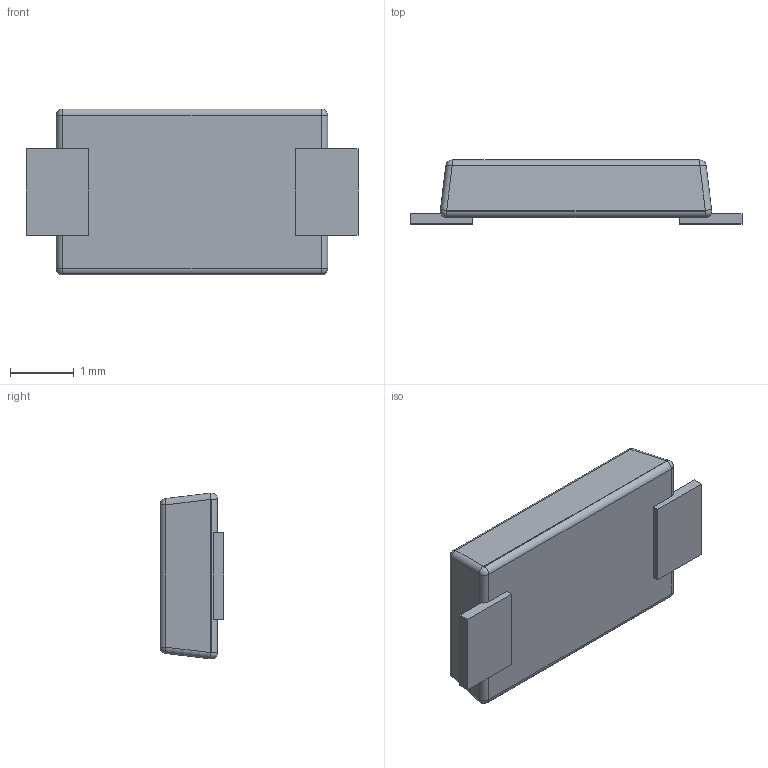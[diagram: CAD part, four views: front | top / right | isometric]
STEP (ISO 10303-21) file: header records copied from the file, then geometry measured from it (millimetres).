
FILE_DESCRIPTION (( 'STEP AP214' ), '1' );
FILE_NAME ('ES1BAL.STEP', '2022-02-02T21:40:25', ( '' ), ( '' ), 'SwSTEP 2.0', 'SolidWorks 2017', '' );
FILE_SCHEMA (( 'AUTOMOTIVE_DESIGN' ));
Length unit declared in the file: millimetre
Products named in the file (1): ES1BAL
Bounding box: 5.2 x 1 x 2.6 mm (x, y, z)
Volume: 9.7 mm3; surface area: 40.1 mm2
Topology: 4 solids, 4 shells, 60 faces, 138 edges, 78 vertices
Faces by surface type: plane 38, cylinder 14, sphere 8
Entity records: 1641 total; most frequent: DIRECTION 282, CARTESIAN_POINT 265, ORIENTED_EDGE 256, EDGE_CURVE 128, VECTOR 96, LINE 96, AXIS2_PLACEMENT_3D 93, VERTEX_POINT 76
